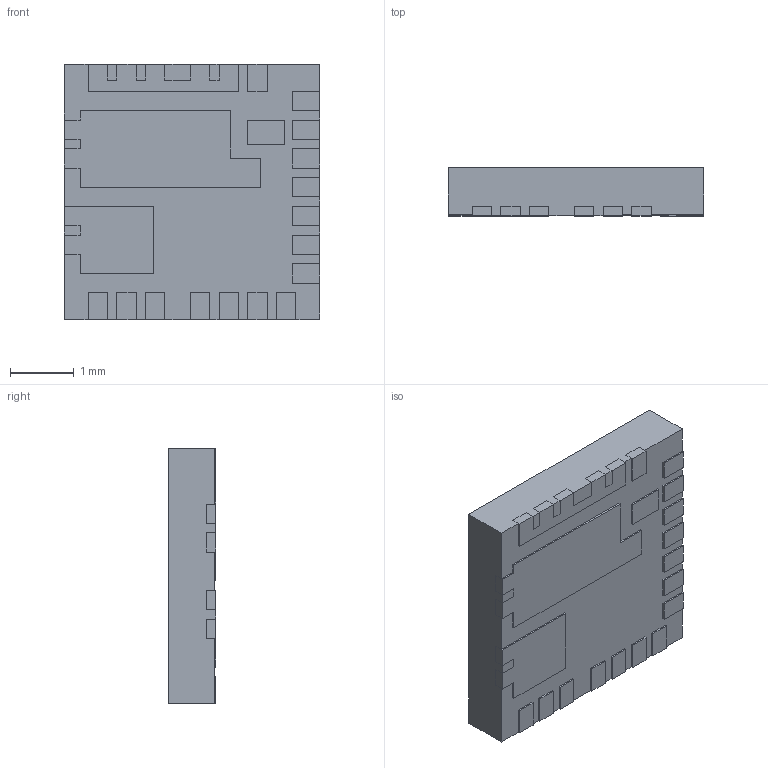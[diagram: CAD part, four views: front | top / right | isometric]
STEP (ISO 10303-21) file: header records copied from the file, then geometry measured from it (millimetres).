
FILE_DESCRIPTION(/* description */ (''),/* implementation_level */ '2;1');
FILE_NAME(/* name */ 'MLP44_24L.step',/* time_stamp */ '2022-03-07T02:18:21-08:00',/* author */ (''),/* organization */ (''),/* preprocessor_version */ 'ST-DEVELOPER v18.1',/* originating_system */ 'Autodesk Translation Framework v10.13.0.1454',/* authorisation */ '');
FILE_SCHEMA (('AUTOMOTIVE_DESIGN { 1 0 10303 214 3 1 1 }'));
Length unit declared in the file: millimetre
Products named in the file (1): MLP44_24L
Bounding box: 4 x 0.75 x 4 mm (x, y, z)
Volume: 11.8 mm3; surface area: 69.5 mm2
Topology: 21 solids, 21 shells, 269 faces, 673 edges, 448 vertices
Faces by surface type: plane 267, cylinder 2
Full cylindrical faces by diameter (mm): 0.2 x2
Entity records: 7889 total; most frequent: CARTESIAN_POINT 1391, ORIENTED_EDGE 1346, DIRECTION 1217, EDGE_CURVE 673, LINE 669, VECTOR 669, VERTEX_POINT 448, AXIS2_PLACEMENT_3D 274
